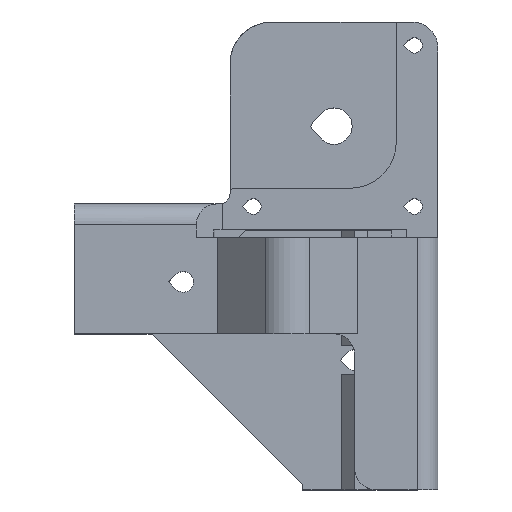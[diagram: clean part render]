
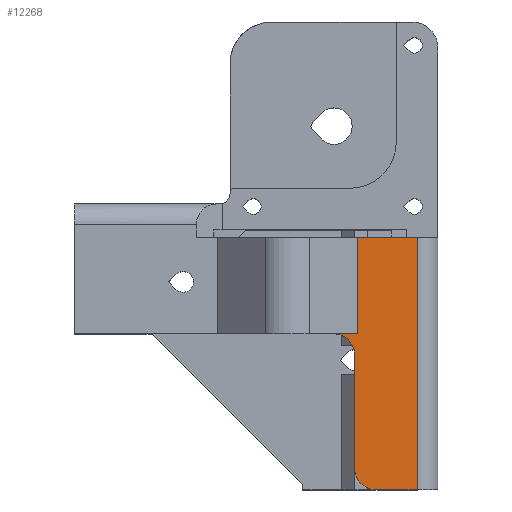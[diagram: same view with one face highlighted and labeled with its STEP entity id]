
A CAD part, top view. The second image highlights one B-rep face of the part: STEP entity #12268.
In plain terms, the highlighted planar face has unit normal (0, 0, 1).
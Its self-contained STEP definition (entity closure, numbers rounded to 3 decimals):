
#1229 = PLANE('',#1230);
#1230 = AXIS2_PLACEMENT_3D('',#1231,#1232,#1233);
#1231 = CARTESIAN_POINT('',(-23.196,-40.,-6.966));
#1232 = DIRECTION('',(0.,-1.,0.));
#1233 = DIRECTION('',(-1.,0.,0.));
#1283 = CYLINDRICAL_SURFACE('',#1284,4.);
#1284 = AXIS2_PLACEMENT_3D('',#1285,#1286,#1287);
#1285 = CARTESIAN_POINT('',(0.,-44.,5.));
#1286 = DIRECTION('',(-0.,-0.,-1.));
#1287 = DIRECTION('',(1.,0.,0.));
#1310 = PLANE('',#1311);
#1311 = AXIS2_PLACEMENT_3D('',#1312,#1313,#1314);
#1312 = CARTESIAN_POINT('',(4.,-82.086,5.));
#1313 = DIRECTION('',(1.,0.,0.));
#1314 = DIRECTION('',(0.,1.,0.));
#1342 = CYLINDRICAL_SURFACE('',#1343,4.);
#1343 = AXIS2_PLACEMENT_3D('',#1344,#1345,#1346);
#1344 = CARTESIAN_POINT('',(8.,-66.,5.));
#1345 = DIRECTION('',(0.,0.,-1.));
#1346 = DIRECTION('',(0.,-1.,0.));
#1369 = PLANE('',#1370);
#1370 = AXIS2_PLACEMENT_3D('',#1371,#1372,#1373);
#1371 = CARTESIAN_POINT('',(-6.,-70.,-25.));
#1372 = DIRECTION('',(0.,1.,0.));
#1373 = DIRECTION('',(1.,0.,0.));
#1419 = PLANE('',#1420);
#1420 = AXIS2_PLACEMENT_3D('',#1421,#1422,#1423);
#1421 = CARTESIAN_POINT('',(-3.423,-21.5,4.789));
#1422 = DIRECTION('',(0.,1.,0.));
#1423 = DIRECTION('',(0.,0.,1.));
#5845 = VERTEX_POINT('',#5846);
#5846 = CARTESIAN_POINT('',(4.485,-21.5,5.));
#5860 = PLANE('',#5861);
#5861 = AXIS2_PLACEMENT_3D('',#5862,#5863,#5864);
#5862 = CARTESIAN_POINT('',(7.527,-40.,1.958));
#5863 = DIRECTION('',(0.707,0.,0.707)
  );
#5864 = DIRECTION('',(-0.707,0.,0.707)
  );
#5872 = EDGE_CURVE('',#5845,#5873,#5875,.T.);
#5873 = VERTEX_POINT('',#5874);
#5874 = CARTESIAN_POINT('',(16.,-21.5,5.));
#5875 = SURFACE_CURVE('',#5876,(#5880,#5887),.PCURVE_S1.);
#5876 = LINE('',#5877,#5878);
#5877 = CARTESIAN_POINT('',(-35.75,-21.5,5.));
#5878 = VECTOR('',#5879,1.);
#5879 = DIRECTION('',(1.,0.,0.));
#5880 = PCURVE('',#1419,#5881);
#5881 = DEFINITIONAL_REPRESENTATION('',(#5882),#5886);
#5882 = LINE('',#5883,#5884);
#5883 = CARTESIAN_POINT('',(0.211,-32.327));
#5884 = VECTOR('',#5885,1.);
#5885 = DIRECTION('',(0.,1.));
#5886 = ( GEOMETRIC_REPRESENTATION_CONTEXT(2) 
PARAMETRIC_REPRESENTATION_CONTEXT() REPRESENTATION_CONTEXT('2D SPACE',''
  ) );
#5887 = PCURVE('',#5888,#5893);
#5888 = PLANE('',#5889);
#5889 = AXIS2_PLACEMENT_3D('',#5890,#5891,#5892);
#5890 = CARTESIAN_POINT('',(-50.,-15.,5.));
#5891 = DIRECTION('',(0.,0.,-1.));
#5892 = DIRECTION('',(-1.,0.,0.));
#5893 = DEFINITIONAL_REPRESENTATION('',(#5894),#5897);
#5894 = B_SPLINE_CURVE_WITH_KNOTS('',1,(#5895,#5896),.UNSPECIFIED.,.F.,
  .F.,(2,2),(9.25,51.75),.PIECEWISE_BEZIER_KNOTS.);
#5895 = CARTESIAN_POINT('',(-23.5,-6.5));
#5896 = CARTESIAN_POINT('',(-66.,-6.5));
#5897 = ( GEOMETRIC_REPRESENTATION_CONTEXT(2) 
PARAMETRIC_REPRESENTATION_CONTEXT() REPRESENTATION_CONTEXT('2D SPACE',''
  ) );
#5916 = CYLINDRICAL_SURFACE('',#5917,4.);
#5917 = AXIS2_PLACEMENT_3D('',#5918,#5919,#5920);
#5918 = CARTESIAN_POINT('',(16.,-70.,1.));
#5919 = DIRECTION('',(0.,1.,0.));
#5920 = DIRECTION('',(1.,0.,0.));
#5991 = VERTEX_POINT('',#5992);
#5992 = CARTESIAN_POINT('',(8.,-70.,5.));
#6013 = EDGE_CURVE('',#5991,#6014,#6016,.T.);
#6014 = VERTEX_POINT('',#6015);
#6015 = CARTESIAN_POINT('',(16.,-70.,5.));
#6016 = SURFACE_CURVE('',#6017,(#6021,#6028),.PCURVE_S1.);
#6017 = LINE('',#6018,#6019);
#6018 = CARTESIAN_POINT('',(-6.,-70.,5.));
#6019 = VECTOR('',#6020,1.);
#6020 = DIRECTION('',(1.,0.,0.));
#6021 = PCURVE('',#1369,#6022);
#6022 = DEFINITIONAL_REPRESENTATION('',(#6023),#6027);
#6023 = LINE('',#6024,#6025);
#6024 = CARTESIAN_POINT('',(0.,-30.));
#6025 = VECTOR('',#6026,1.);
#6026 = DIRECTION('',(1.,0.));
#6027 = ( GEOMETRIC_REPRESENTATION_CONTEXT(2) 
PARAMETRIC_REPRESENTATION_CONTEXT() REPRESENTATION_CONTEXT('2D SPACE',''
  ) );
#6028 = PCURVE('',#5888,#6029);
#6029 = DEFINITIONAL_REPRESENTATION('',(#6030),#6034);
#6030 = LINE('',#6031,#6032);
#6031 = CARTESIAN_POINT('',(-44.,-55.));
#6032 = VECTOR('',#6033,1.);
#6033 = DIRECTION('',(-1.,0.));
#6034 = ( GEOMETRIC_REPRESENTATION_CONTEXT(2) 
PARAMETRIC_REPRESENTATION_CONTEXT() REPRESENTATION_CONTEXT('2D SPACE',''
  ) );
#6275 = EDGE_CURVE('',#5991,#6276,#6278,.T.);
#6276 = VERTEX_POINT('',#6277);
#6277 = CARTESIAN_POINT('',(4.,-66.,5.));
#6278 = SURFACE_CURVE('',#6279,(#6284,#6291),.PCURVE_S1.);
#6279 = CIRCLE('',#6280,4.);
#6280 = AXIS2_PLACEMENT_3D('',#6281,#6282,#6283);
#6281 = CARTESIAN_POINT('',(8.,-66.,5.));
#6282 = DIRECTION('',(0.,0.,-1.));
#6283 = DIRECTION('',(0.,1.,0.));
#6284 = PCURVE('',#1342,#6285);
#6285 = DEFINITIONAL_REPRESENTATION('',(#6286),#6290);
#6286 = LINE('',#6287,#6288);
#6287 = CARTESIAN_POINT('',(-3.142,0.));
#6288 = VECTOR('',#6289,1.);
#6289 = DIRECTION('',(1.,0.));
#6290 = ( GEOMETRIC_REPRESENTATION_CONTEXT(2) 
PARAMETRIC_REPRESENTATION_CONTEXT() REPRESENTATION_CONTEXT('2D SPACE',''
  ) );
#6291 = PCURVE('',#5888,#6292);
#6292 = DEFINITIONAL_REPRESENTATION('',(#6293),#6297);
#6293 = CIRCLE('',#6294,4.);
#6294 = AXIS2_PLACEMENT_2D('',#6295,#6296);
#6295 = CARTESIAN_POINT('',(-58.,-51.));
#6296 = DIRECTION('',(0.,1.));
#6297 = ( GEOMETRIC_REPRESENTATION_CONTEXT(2) 
PARAMETRIC_REPRESENTATION_CONTEXT() REPRESENTATION_CONTEXT('2D SPACE',''
  ) );
#6324 = EDGE_CURVE('',#6276,#6325,#6327,.T.);
#6325 = VERTEX_POINT('',#6326);
#6326 = CARTESIAN_POINT('',(4.,-44.,5.));
#6327 = SURFACE_CURVE('',#6328,(#6332,#6339),.PCURVE_S1.);
#6328 = LINE('',#6329,#6330);
#6329 = CARTESIAN_POINT('',(4.,-82.086,5.));
#6330 = VECTOR('',#6331,1.);
#6331 = DIRECTION('',(0.,1.,0.));
#6332 = PCURVE('',#1310,#6333);
#6333 = DEFINITIONAL_REPRESENTATION('',(#6334),#6338);
#6334 = LINE('',#6335,#6336);
#6335 = CARTESIAN_POINT('',(0.,0.));
#6336 = VECTOR('',#6337,1.);
#6337 = DIRECTION('',(1.,0.));
#6338 = ( GEOMETRIC_REPRESENTATION_CONTEXT(2) 
PARAMETRIC_REPRESENTATION_CONTEXT() REPRESENTATION_CONTEXT('2D SPACE',''
  ) );
#6339 = PCURVE('',#5888,#6340);
#6340 = DEFINITIONAL_REPRESENTATION('',(#6341),#6345);
#6341 = LINE('',#6342,#6343);
#6342 = CARTESIAN_POINT('',(-54.,-67.086));
#6343 = VECTOR('',#6344,1.);
#6344 = DIRECTION('',(0.,1.));
#6345 = ( GEOMETRIC_REPRESENTATION_CONTEXT(2) 
PARAMETRIC_REPRESENTATION_CONTEXT() REPRESENTATION_CONTEXT('2D SPACE',''
  ) );
#6374 = EDGE_CURVE('',#6325,#6375,#6377,.T.);
#6375 = VERTEX_POINT('',#6376);
#6376 = CARTESIAN_POINT('',(0.,-40.,5.));
#6377 = SURFACE_CURVE('',#6378,(#6383,#6390),.PCURVE_S1.);
#6378 = CIRCLE('',#6379,4.);
#6379 = AXIS2_PLACEMENT_3D('',#6380,#6381,#6382);
#6380 = CARTESIAN_POINT('',(0.,-44.,5.));
#6381 = DIRECTION('',(0.,-0.,1.));
#6382 = DIRECTION('',(0.,1.,0.));
#6383 = PCURVE('',#1283,#6384);
#6384 = DEFINITIONAL_REPRESENTATION('',(#6385),#6389);
#6385 = LINE('',#6386,#6387);
#6386 = CARTESIAN_POINT('',(4.712,-0.));
#6387 = VECTOR('',#6388,1.);
#6388 = DIRECTION('',(-1.,0.));
#6389 = ( GEOMETRIC_REPRESENTATION_CONTEXT(2) 
PARAMETRIC_REPRESENTATION_CONTEXT() REPRESENTATION_CONTEXT('2D SPACE',''
  ) );
#6390 = PCURVE('',#5888,#6391);
#6391 = DEFINITIONAL_REPRESENTATION('',(#6392),#6400);
#6392 = ( BOUNDED_CURVE() B_SPLINE_CURVE(2,(#6393,#6394,#6395,#6396,
#6397,#6398,#6399),.UNSPECIFIED.,.T.,.F.) B_SPLINE_CURVE_WITH_KNOTS((1,2
    ,2,2,2,1),(-2.094,0.,2.094,4.189,
6.283,8.378),.UNSPECIFIED.) CURVE() 
GEOMETRIC_REPRESENTATION_ITEM() RATIONAL_B_SPLINE_CURVE((1.,0.5,1.,0.5,
1.,0.5,1.)) REPRESENTATION_ITEM('') );
#6393 = CARTESIAN_POINT('',(-50.,-25.));
#6394 = CARTESIAN_POINT('',(-43.072,-25.));
#6395 = CARTESIAN_POINT('',(-46.536,-31.));
#6396 = CARTESIAN_POINT('',(-50.,-37.));
#6397 = CARTESIAN_POINT('',(-53.464,-31.));
#6398 = CARTESIAN_POINT('',(-56.928,-25.));
#6399 = CARTESIAN_POINT('',(-50.,-25.));
#6400 = ( GEOMETRIC_REPRESENTATION_CONTEXT(2) 
PARAMETRIC_REPRESENTATION_CONTEXT() REPRESENTATION_CONTEXT('2D SPACE',''
  ) );
#6427 = EDGE_CURVE('',#6428,#6375,#6430,.T.);
#6428 = VERTEX_POINT('',#6429);
#6429 = CARTESIAN_POINT('',(4.485,-40.,5.));
#6430 = SURFACE_CURVE('',#6431,(#6435,#6442),.PCURVE_S1.);
#6431 = LINE('',#6432,#6433);
#6432 = CARTESIAN_POINT('',(-29.5,-40.,5.));
#6433 = VECTOR('',#6434,1.);
#6434 = DIRECTION('',(-1.,0.,-0.));
#6435 = PCURVE('',#1229,#6436);
#6436 = DEFINITIONAL_REPRESENTATION('',(#6437),#6441);
#6437 = LINE('',#6438,#6439);
#6438 = CARTESIAN_POINT('',(6.304,-11.966));
#6439 = VECTOR('',#6440,1.);
#6440 = DIRECTION('',(1.,0.));
#6441 = ( GEOMETRIC_REPRESENTATION_CONTEXT(2) 
PARAMETRIC_REPRESENTATION_CONTEXT() REPRESENTATION_CONTEXT('2D SPACE',''
  ) );
#6442 = PCURVE('',#5888,#6443);
#6443 = DEFINITIONAL_REPRESENTATION('',(#6444),#6447);
#6444 = B_SPLINE_CURVE_WITH_KNOTS('',1,(#6445,#6446),.UNSPECIFIED.,.F.,
  .F.,(2,2),(-40.333,-0.667),.PIECEWISE_BEZIER_KNOTS.);
#6445 = CARTESIAN_POINT('',(-60.833,-25.));
#6446 = CARTESIAN_POINT('',(-21.167,-25.));
#6447 = ( GEOMETRIC_REPRESENTATION_CONTEXT(2) 
PARAMETRIC_REPRESENTATION_CONTEXT() REPRESENTATION_CONTEXT('2D SPACE',''
  ) );
#12248 = EDGE_CURVE('',#5845,#6428,#12249,.T.);
#12249 = SURFACE_CURVE('',#12250,(#12254,#12260),.PCURVE_S1.);
#12250 = LINE('',#12251,#12252);
#12251 = CARTESIAN_POINT('',(4.485,-27.5,5.));
#12252 = VECTOR('',#12253,1.);
#12253 = DIRECTION('',(0.,-1.,0.));
#12254 = PCURVE('',#5860,#12255);
#12255 = DEFINITIONAL_REPRESENTATION('',(#12256),#12259);
#12256 = B_SPLINE_CURVE_WITH_KNOTS('',1,(#12257,#12258),.UNSPECIFIED.,
  .F.,.F.,(2,2),(-7.85,14.35),.PIECEWISE_BEZIER_KNOTS.);
#12257 = CARTESIAN_POINT('',(4.302,-20.35));
#12258 = CARTESIAN_POINT('',(4.302,1.85));
#12259 = ( GEOMETRIC_REPRESENTATION_CONTEXT(2) 
PARAMETRIC_REPRESENTATION_CONTEXT() REPRESENTATION_CONTEXT('2D SPACE',''
  ) );
#12260 = PCURVE('',#5888,#12261);
#12261 = DEFINITIONAL_REPRESENTATION('',(#12262),#12265);
#12262 = B_SPLINE_CURVE_WITH_KNOTS('',1,(#12263,#12264),.UNSPECIFIED.,
  .F.,.F.,(2,2),(-7.85,14.35),.PIECEWISE_BEZIER_KNOTS.);
#12263 = CARTESIAN_POINT('',(-54.485,-4.65));
#12264 = CARTESIAN_POINT('',(-54.485,-26.85));
#12265 = ( GEOMETRIC_REPRESENTATION_CONTEXT(2) 
PARAMETRIC_REPRESENTATION_CONTEXT() REPRESENTATION_CONTEXT('2D SPACE',''
  ) );
#12268 = ADVANCED_FACE('',(#12269),#5888,.F.);
#12269 = FACE_BOUND('',#12270,.F.);
#12270 = EDGE_LOOP('',(#12271,#12272,#12273,#12274,#12275,#12276,#12297,
    #12298));
#12271 = ORIENTED_EDGE('',*,*,#6324,.T.);
#12272 = ORIENTED_EDGE('',*,*,#6374,.T.);
#12273 = ORIENTED_EDGE('',*,*,#6427,.F.);
#12274 = ORIENTED_EDGE('',*,*,#12248,.F.);
#12275 = ORIENTED_EDGE('',*,*,#5872,.T.);
#12276 = ORIENTED_EDGE('',*,*,#12277,.F.);
#12277 = EDGE_CURVE('',#6014,#5873,#12278,.T.);
#12278 = SURFACE_CURVE('',#12279,(#12283,#12290),.PCURVE_S1.);
#12279 = LINE('',#12280,#12281);
#12280 = CARTESIAN_POINT('',(16.,-70.,5.));
#12281 = VECTOR('',#12282,1.);
#12282 = DIRECTION('',(0.,1.,0.));
#12283 = PCURVE('',#5888,#12284);
#12284 = DEFINITIONAL_REPRESENTATION('',(#12285),#12289);
#12285 = LINE('',#12286,#12287);
#12286 = CARTESIAN_POINT('',(-66.,-55.));
#12287 = VECTOR('',#12288,1.);
#12288 = DIRECTION('',(0.,1.));
#12289 = ( GEOMETRIC_REPRESENTATION_CONTEXT(2) 
PARAMETRIC_REPRESENTATION_CONTEXT() REPRESENTATION_CONTEXT('2D SPACE',''
  ) );
#12290 = PCURVE('',#5916,#12291);
#12291 = DEFINITIONAL_REPRESENTATION('',(#12292),#12296);
#12292 = LINE('',#12293,#12294);
#12293 = CARTESIAN_POINT('',(-1.571,0.));
#12294 = VECTOR('',#12295,1.);
#12295 = DIRECTION('',(-0.,1.));
#12296 = ( GEOMETRIC_REPRESENTATION_CONTEXT(2) 
PARAMETRIC_REPRESENTATION_CONTEXT() REPRESENTATION_CONTEXT('2D SPACE',''
  ) );
#12297 = ORIENTED_EDGE('',*,*,#6013,.F.);
#12298 = ORIENTED_EDGE('',*,*,#6275,.T.);
